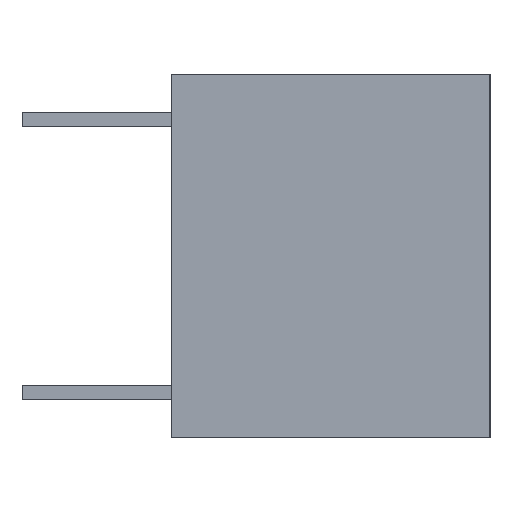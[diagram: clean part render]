
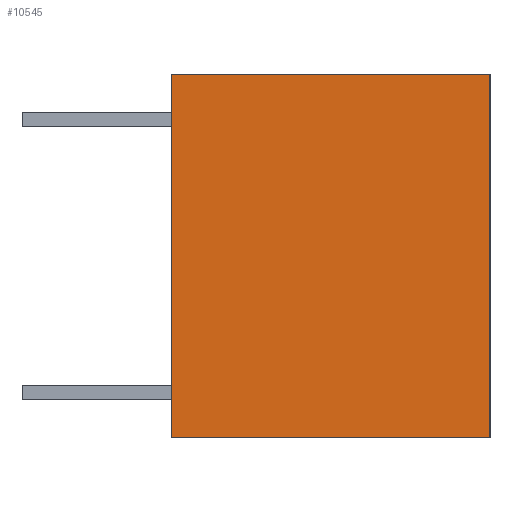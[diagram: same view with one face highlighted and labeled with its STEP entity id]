
A CAD part, left-side view. The second image highlights one B-rep face of the part: STEP entity #10545.
In plain terms, the highlighted planar face has unit normal (-1, 0, 0).
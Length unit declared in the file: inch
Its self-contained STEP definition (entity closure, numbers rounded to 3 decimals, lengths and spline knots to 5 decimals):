
#831=ORIENTED_EDGE('',*,*,#3692,.T.);
#832=ORIENTED_EDGE('',*,*,#3684,.F.);
#833=ORIENTED_EDGE('',*,*,#3487,.F.);
#834=ORIENTED_EDGE('',*,*,#3668,.T.);
#3487=EDGE_CURVE('',#5066,#5067,#6099,.T.);
#3668=EDGE_CURVE('',#5066,#5230,#6280,.T.);
#3684=EDGE_CURVE('',#5067,#5231,#6296,.T.);
#3692=EDGE_CURVE('',#5230,#5231,#6304,.T.);
#5066=VERTEX_POINT('',#14626);
#5067=VERTEX_POINT('',#14628);
#5230=VERTEX_POINT('',#14973);
#5231=VERTEX_POINT('',#14999);
#6099=LINE('',#14627,#7551);
#6280=LINE('',#14974,#7732);
#6296=LINE('',#14998,#7748);
#6304=LINE('',#15012,#7756);
#7551=VECTOR('',#11779,39.37008);
#7732=VECTOR('',#11964,39.37008);
#7748=VECTOR('',#11996,39.37008);
#7756=VECTOR('',#12008,39.37008);
#9017=EDGE_LOOP('',(#831,#832,#833,#834));
#9569=FACE_BOUND('',#9017,.T.);
#10089=PLANE('',#11091);
#10545=ADVANCED_FACE('',(#9569),#10089,.F.);
#11091=AXIS2_PLACEMENT_3D('',#15272,#12269,#12270);
#11779=DIRECTION('',(0.,0.,1.));
#11964=DIRECTION('',(0.,-1.,0.));
#11996=DIRECTION('',(0.,-1.,0.));
#12008=DIRECTION('',(0.,0.,1.));
#12269=DIRECTION('',(1.,0.,0.));
#12270=DIRECTION('',(0.,0.,-1.));
#14626=CARTESIAN_POINT('',(-0.41,0.35,-0.2));
#14627=CARTESIAN_POINT('',(-0.41,0.35,-0.2));
#14628=CARTESIAN_POINT('',(-0.41,0.35,0.2));
#14973=CARTESIAN_POINT('',(-0.41,0.,-0.2));
#14974=CARTESIAN_POINT('',(-0.41,0.35,-0.2));
#14998=CARTESIAN_POINT('',(-0.41,0.35,0.2));
#14999=CARTESIAN_POINT('',(-0.41,0.,0.2));
#15012=CARTESIAN_POINT('',(-0.41,0.,-0.2));
#15272=CARTESIAN_POINT('',(-0.41,0.35,-0.2));
